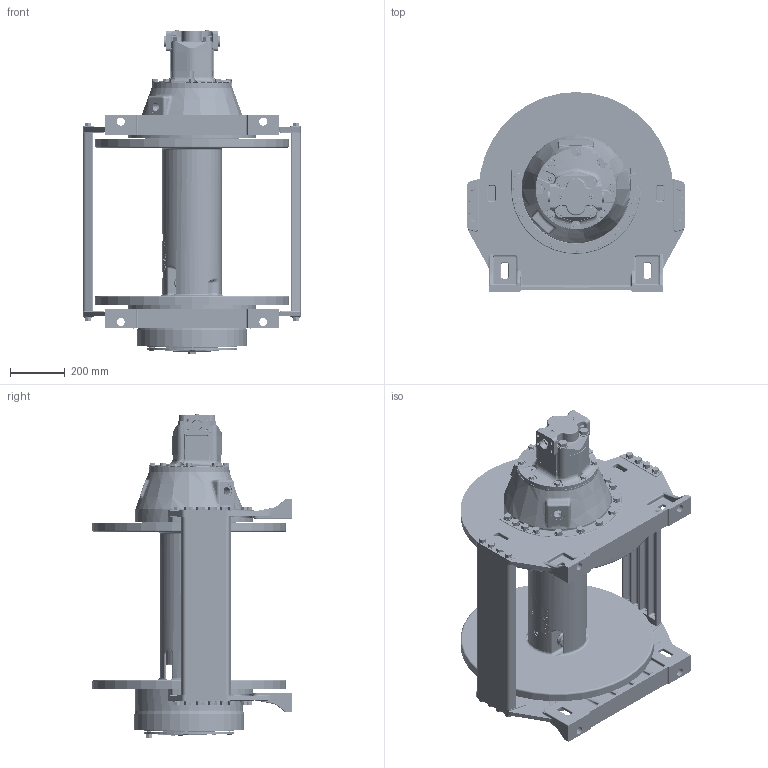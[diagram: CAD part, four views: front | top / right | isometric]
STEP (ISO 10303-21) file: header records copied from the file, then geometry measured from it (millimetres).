
FILE_DESCRIPTION((''),'2;1');
FILE_NAME('TWG-TEMP','2020-10-11T19:37:50',('Administrator'),(''),'CREO PARAMETRIC BY PTC INC, 2019030','CREO PARAMETRIC BY PTC INC, 2019030','');
FILE_SCHEMA(('AUTOMOTIVE_DESIGN { 1 0 10303 214 1 1 1 1 }'));
Products named in the file (1): TWG-TEMP
Bounding box: 793.75 x 728.98 x 1183.87 mm (x, y, z)
Volume: 523.6 mm3; surface area: 6404825.3 mm2
Topology: 1 solids, 324 shells, 4469 faces, 16410 edges, 11915 vertices
Faces by surface type: plane 1489, cylinder 1425, cone 575, bspline 416, torus 413, extrusion 86, sphere 65
Entity records: 256311 total; most frequent: CARTESIAN_POINT 97888, ORIENTED_EDGE 25220, DIRECTION 22852, EDGE_CURVE 16229, VERTEX_POINT 11915, AXIS2_PLACEMENT_3D 7976, VECTOR 6897, LINE 6811
